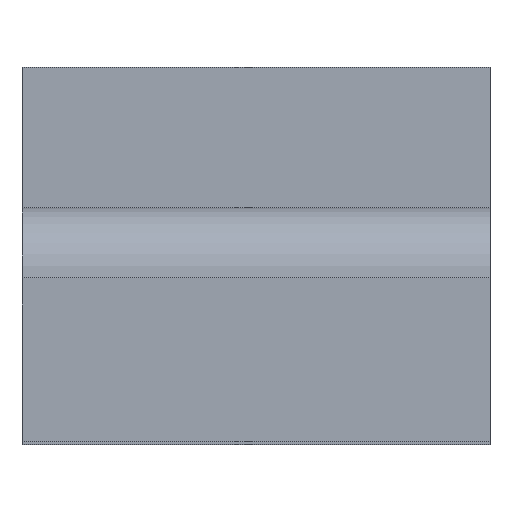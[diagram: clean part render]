
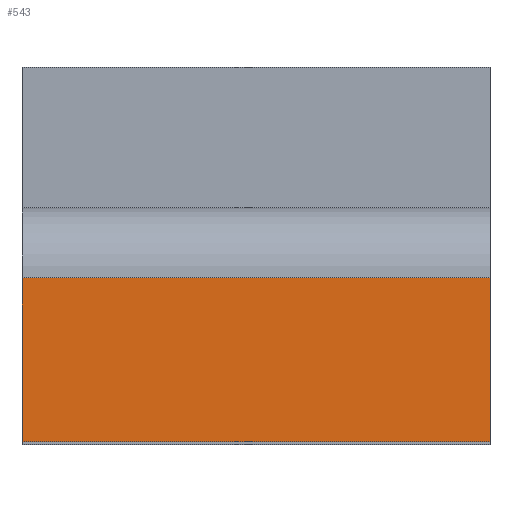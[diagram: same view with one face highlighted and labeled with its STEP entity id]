
A CAD part, top view. The second image highlights one B-rep face of the part: STEP entity #543.
In plain terms, the highlighted planar face has unit normal (0, 0, 1).
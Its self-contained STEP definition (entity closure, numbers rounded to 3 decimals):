
#56 = ORIENTED_EDGE ( 'NONE', *, *, #500, .F. ) ;
#91 = ORIENTED_EDGE ( 'NONE', *, *, #497, .T. ) ;
#109 = EDGE_LOOP ( 'NONE', ( #91, #181, #56, #735 ) ) ;
#147 = CARTESIAN_POINT ( 'NONE',  ( 10., -9., 35. ) ) ;
#157 = CARTESIAN_POINT ( 'NONE',  ( -10., -9., 35. ) ) ;
#181 = ORIENTED_EDGE ( 'NONE', *, *, #672, .F. ) ;
#216 = DIRECTION ( 'NONE',  ( -1., 0., 0. ) ) ;
#217 = CARTESIAN_POINT ( 'NONE',  ( 10., -9., 35. ) ) ;
#231 = LINE ( 'NONE', #217, #266 ) ;
#266 = VECTOR ( 'NONE', #216, 1000. ) ;
#285 = DIRECTION ( 'NONE',  ( -1., 0., 0. ) ) ;
#290 = DIRECTION ( 'NONE',  ( 0., 0., -1. ) ) ;
#297 = CARTESIAN_POINT ( 'NONE',  ( 10., -16., 35. ) ) ;
#301 = PLANE ( 'NONE',  #390 ) ;
#333 = VECTOR ( 'NONE', #382, 1000. ) ;
#346 = DIRECTION ( 'NONE',  ( -1., 0., 0. ) ) ;
#349 = CARTESIAN_POINT ( 'NONE',  ( 10., -16., 35. ) ) ;
#351 = LINE ( 'NONE', #349, #636 ) ;
#368 = CARTESIAN_POINT ( 'NONE',  ( 10., -16., 35. ) ) ;
#382 = DIRECTION ( 'NONE',  ( 0., -1., 0. ) ) ;
#385 = CARTESIAN_POINT ( 'NONE',  ( 10., -16., 35. ) ) ;
#390 = AXIS2_PLACEMENT_3D ( 'NONE', #297, #290, #285 ) ;
#393 = CARTESIAN_POINT ( 'NONE',  ( -10., -16., 35. ) ) ;
#397 = LINE ( 'NONE', #385, #333 ) ;
#403 = DIRECTION ( 'NONE',  ( 0., -1., 0. ) ) ;
#406 = CARTESIAN_POINT ( 'NONE',  ( -10., -16., 35. ) ) ;
#410 = LINE ( 'NONE', #406, #725 ) ;
#497 = EDGE_CURVE ( 'NONE', #775, #646, #410, .T. ) ;
#500 = EDGE_CURVE ( 'NONE', #778, #662, #397, .T. ) ;
#543 = ADVANCED_FACE ( 'NONE', ( #671 ), #301, .F. ) ;
#636 = VECTOR ( 'NONE', #346, 1000. ) ;
#646 = VERTEX_POINT ( 'NONE', #393 ) ;
#662 = VERTEX_POINT ( 'NONE', #368 ) ;
#671 = FACE_OUTER_BOUND ( 'NONE', #109, .T. ) ;
#672 = EDGE_CURVE ( 'NONE', #662, #646, #351, .T. ) ;
#721 = EDGE_CURVE ( 'NONE', #778, #775, #231, .T. ) ;
#725 = VECTOR ( 'NONE', #403, 1000. ) ;
#735 = ORIENTED_EDGE ( 'NONE', *, *, #721, .T. ) ;
#775 = VERTEX_POINT ( 'NONE', #157 ) ;
#778 = VERTEX_POINT ( 'NONE', #147 ) ;
